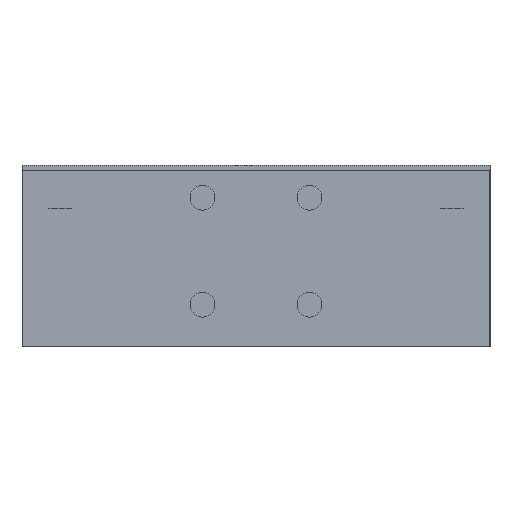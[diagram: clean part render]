
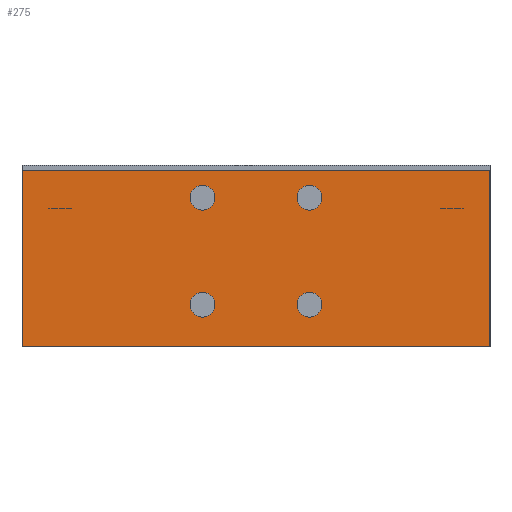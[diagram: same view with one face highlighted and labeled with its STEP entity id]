
A CAD part, left-side view. The second image highlights one B-rep face of the part: STEP entity #275.
In plain terms, the highlighted planar face has unit normal (-1, 0, 0).
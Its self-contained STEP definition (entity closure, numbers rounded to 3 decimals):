
#275 = ADVANCED_FACE( '', ( #698, #699, #700, #701, #702 ), #703, .F. );
#698 = FACE_BOUND( '', #1297, .T. );
#699 = FACE_BOUND( '', #1298, .T. );
#700 = FACE_BOUND( '', #1299, .T. );
#701 = FACE_BOUND( '', #1300, .T. );
#702 = FACE_OUTER_BOUND( '', #1301, .T. );
#703 = PLANE( '', #1302 );
#1297 = EDGE_LOOP( '', ( #2053 ) );
#1298 = EDGE_LOOP( '', ( #2054 ) );
#1299 = EDGE_LOOP( '', ( #2055 ) );
#1300 = EDGE_LOOP( '', ( #2056 ) );
#1301 = EDGE_LOOP( '', ( #2057, #2058, #2059, #2060 ) );
#1302 = AXIS2_PLACEMENT_3D( '', #2061, #2062, #2063 );
#2053 = ORIENTED_EDGE( '', *, *, #2805, .T. );
#2054 = ORIENTED_EDGE( '', *, *, #2967, .T. );
#2055 = ORIENTED_EDGE( '', *, *, #2808, .T. );
#2056 = ORIENTED_EDGE( '', *, *, #2968, .T. );
#2057 = ORIENTED_EDGE( '', *, *, #2969, .F. );
#2058 = ORIENTED_EDGE( '', *, *, #2970, .F. );
#2059 = ORIENTED_EDGE( '', *, *, #2897, .F. );
#2060 = ORIENTED_EDGE( '', *, *, #2971, .F. );
#2061 = CARTESIAN_POINT( '', ( -271., -28., 18. ) );
#2062 = DIRECTION( '', ( 1., 0., 0. ) );
#2063 = DIRECTION( '', ( 0., 1., 0. ) );
#2805 = EDGE_CURVE( '', #3227, #3227, #3228, .T. );
#2808 = EDGE_CURVE( '', #3232, #3232, #3233, .T. );
#2897 = EDGE_CURVE( '', #3383, #3385, #3386, .T. );
#2967 = EDGE_CURVE( '', #3496, #3496, #3497, .T. );
#2968 = EDGE_CURVE( '', #3498, #3498, #3499, .T. );
#2969 = EDGE_CURVE( '', #3500, #3501, #3502, .T. );
#2970 = EDGE_CURVE( '', #3385, #3500, #3503, .T. );
#2971 = EDGE_CURVE( '', #3501, #3383, #3504, .T. );
#3227 = VERTEX_POINT( '', #3839 );
#3228 = CIRCLE( '', #3840, 2.6 );
#3232 = VERTEX_POINT( '', #3844 );
#3233 = CIRCLE( '', #3845, 2.6 );
#3383 = VERTEX_POINT( '', #4025 );
#3385 = VERTEX_POINT( '', #4028 );
#3386 = LINE( '', #4029, #4030 );
#3496 = VERTEX_POINT( '', #4161 );
#3497 = CIRCLE( '', #4162, 2.6 );
#3498 = VERTEX_POINT( '', #4163 );
#3499 = CIRCLE( '', #4164, 2.6 );
#3500 = VERTEX_POINT( '', #4165 );
#3501 = VERTEX_POINT( '', #4166 );
#3502 = LINE( '', #4167, #4168 );
#3503 = LINE( '', #4169, #4170 );
#3504 = LINE( '', #4171, #4172 );
#3839 = CARTESIAN_POINT( '', ( -271., 13.8, 6.8 ) );
#3840 = AXIS2_PLACEMENT_3D( '', #4527, #4528, #4529 );
#3844 = CARTESIAN_POINT( '', ( -271., 13.8, 29.2 ) );
#3845 = AXIS2_PLACEMENT_3D( '', #4533, #4534, #4535 );
#4025 = CARTESIAN_POINT( '', ( -271., 49., 35. ) );
#4028 = CARTESIAN_POINT( '', ( -271., -49., 35. ) );
#4029 = CARTESIAN_POINT( '', ( -271., 49., 35. ) );
#4030 = VECTOR( '', #4678, 1000. );
#4161 = CARTESIAN_POINT( '', ( -271., -8.6, 6.8 ) );
#4162 = AXIS2_PLACEMENT_3D( '', #4784, #4785, #4786 );
#4163 = CARTESIAN_POINT( '', ( -271., -8.6, 29.2 ) );
#4164 = AXIS2_PLACEMENT_3D( '', #4787, #4788, #4789 );
#4165 = CARTESIAN_POINT( '', ( -271., -49., -2. ) );
#4166 = CARTESIAN_POINT( '', ( -271., 49., -2. ) );
#4167 = CARTESIAN_POINT( '', ( -271., -49., -2. ) );
#4168 = VECTOR( '', #4790, 1000. );
#4169 = CARTESIAN_POINT( '', ( -271., -49., 35. ) );
#4170 = VECTOR( '', #4791, 1000. );
#4171 = CARTESIAN_POINT( '', ( -271., 49., -2. ) );
#4172 = VECTOR( '', #4792, 1000. );
#4527 = CARTESIAN_POINT( '', ( -271., 11.2, 6.8 ) );
#4528 = DIRECTION( '', ( 1., 0., 0. ) );
#4529 = DIRECTION( '', ( 0., 1., 0. ) );
#4533 = CARTESIAN_POINT( '', ( -271., 11.2, 29.2 ) );
#4534 = DIRECTION( '', ( 1., 0., 0. ) );
#4535 = DIRECTION( '', ( 0., 1., 0. ) );
#4678 = DIRECTION( '', ( 0., -1., 0. ) );
#4784 = CARTESIAN_POINT( '', ( -271., -11.2, 6.8 ) );
#4785 = DIRECTION( '', ( 1., 0., 0. ) );
#4786 = DIRECTION( '', ( 0., 1., 0. ) );
#4787 = CARTESIAN_POINT( '', ( -271., -11.2, 29.2 ) );
#4788 = DIRECTION( '', ( 1., 0., 0. ) );
#4789 = DIRECTION( '', ( 0., 1., 0. ) );
#4790 = DIRECTION( '', ( 0., 1., 0. ) );
#4791 = DIRECTION( '', ( 0., 0., -1. ) );
#4792 = DIRECTION( '', ( 0., 0., 1. ) );
